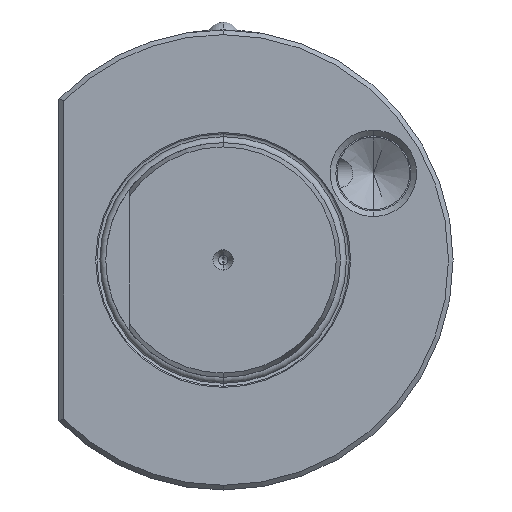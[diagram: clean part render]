
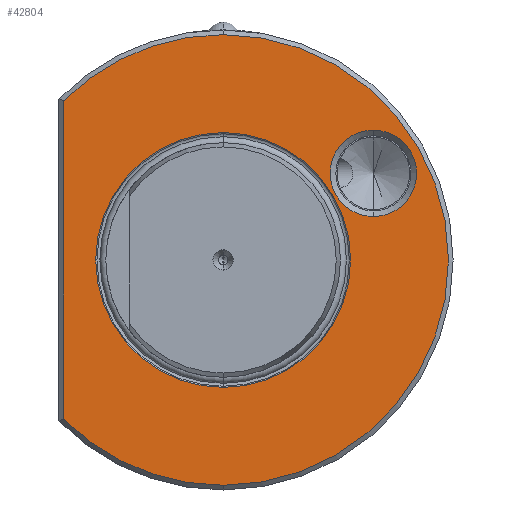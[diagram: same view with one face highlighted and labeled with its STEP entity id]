
A CAD part, left-side view. The second image highlights one B-rep face of the part: STEP entity #42804.
In plain terms, the highlighted planar face has unit normal (-1, 0, 0).
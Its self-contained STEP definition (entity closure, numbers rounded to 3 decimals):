
#2166 = FACE_BOUND ( 'NONE', #32319, .T. ) ;
#2176 = FACE_OUTER_BOUND ( 'NONE', #32315, .T. ) ;
#2293 = FACE_BOUND ( 'NONE', #32363, .T. ) ;
#9669 = AXIS2_PLACEMENT_3D ( 'NONE', #23529, #23524, #23556 ) ;
#10692 = CARTESIAN_POINT ( 'NONE',  ( 2., -32.01, 18.46 ) ) ;
#10704 = DIRECTION ( 'NONE',  ( 1., 0., 0. ) ) ;
#10710 = DIRECTION ( 'NONE',  ( 0., 0., -1. ) ) ;
#10717 = DIRECTION ( 'NONE',  ( 1., 0., 0. ) ) ;
#10732 = DIRECTION ( 'NONE',  ( 0., 0., -1. ) ) ;
#10733 = CARTESIAN_POINT ( 'NONE',  ( 2., 0., 0. ) ) ;
#10734 = CARTESIAN_POINT ( 'NONE',  ( 2., 34., -32.848 ) ) ;
#10735 = CARTESIAN_POINT ( 'NONE',  ( 2., 0., 0. ) ) ;
#10736 = DIRECTION ( 'NONE',  ( 0., 0., -1. ) ) ;
#10746 = DIRECTION ( 'NONE',  ( 1., 0., 0. ) ) ;
#10748 = DIRECTION ( 'NONE',  ( 0., 0., -1. ) ) ;
#12324 = EDGE_CURVE ( 'NONE', #17477, #17514, #32235, .T. ) ;
#12354 = EDGE_CURVE ( 'NONE', #17561, #27287, #32226, .T. ) ;
#12379 = EDGE_CURVE ( 'NONE', #17432, #17585, #32239, .T. ) ;
#12394 = EDGE_CURVE ( 'NONE', #17550, #27287, #32353, .T. ) ;
#12570 = CARTESIAN_POINT ( 'NONE',  ( 2., 34., -33.882 ) ) ;
#17432 = VERTEX_POINT ( 'NONE', #34922 ) ;
#17477 = VERTEX_POINT ( 'NONE', #35000 ) ;
#17514 = VERTEX_POINT ( 'NONE', #35079 ) ;
#17550 = VERTEX_POINT ( 'NONE', #35080 ) ;
#17561 = VERTEX_POINT ( 'NONE', #35070 ) ;
#17585 = VERTEX_POINT ( 'NONE', #35128 ) ;
#17622 = VERTEX_POINT ( 'NONE', #35099 ) ;
#23524 = DIRECTION ( 'NONE',  ( 1., 0., 0. ) ) ;
#23529 = CARTESIAN_POINT ( 'NONE',  ( 2., 25., 0. ) ) ;
#23546 = PLANE ( 'NONE',  #9669 ) ;
#23556 = DIRECTION ( 'NONE',  ( 0., 0., -1. ) ) ;
#24965 = EDGE_CURVE ( 'NONE', #17514, #17477, #43680, .T. ) ;
#25300 = EDGE_CURVE ( 'NONE', #17585, #17432, #44100, .T. ) ;
#25338 = EDGE_CURVE ( 'NONE', #17622, #17550, #43882, .T. ) ;
#25466 = EDGE_CURVE ( 'NONE', #17561, #17622, #35691, .T. ) ;
#27287 = VERTEX_POINT ( 'NONE', #12570 ) ;
#27699 = ORIENTED_EDGE ( 'NONE', *, *, #12394, .F. ) ;
#27764 = ORIENTED_EDGE ( 'NONE', *, *, #25338, .F. ) ;
#27767 = ORIENTED_EDGE ( 'NONE', *, *, #25466, .F. ) ;
#27773 = ORIENTED_EDGE ( 'NONE', *, *, #12379, .T. ) ;
#27776 = ORIENTED_EDGE ( 'NONE', *, *, #24965, .T. ) ;
#27784 = ORIENTED_EDGE ( 'NONE', *, *, #12324, .T. ) ;
#27789 = ORIENTED_EDGE ( 'NONE', *, *, #12354, .T. ) ;
#27802 = ORIENTED_EDGE ( 'NONE', *, *, #25300, .T. ) ;
#32226 = LINE ( 'NONE', #10734, #32231 ) ;
#32231 = VECTOR ( 'NONE', #10732, 1000. ) ;
#32235 = CIRCLE ( 'NONE', #39066, 9.2 ) ;
#32239 = CIRCLE ( 'NONE', #39044, 27.15 ) ;
#32315 = EDGE_LOOP ( 'NONE', ( #27767, #27789, #27699, #27764 ) ) ;
#32319 = EDGE_LOOP ( 'NONE', ( #27776, #27784 ) ) ;
#32353 = CIRCLE ( 'NONE', #39062, 48. ) ;
#32363 = EDGE_LOOP ( 'NONE', ( #27802, #27773 ) ) ;
#34405 = CARTESIAN_POINT ( 'NONE',  ( 2., -32.01, 18.46 ) ) ;
#34420 = DIRECTION ( 'NONE',  ( 0., 0., -1. ) ) ;
#34423 = DIRECTION ( 'NONE',  ( 1., 0., 0. ) ) ;
#34922 = CARTESIAN_POINT ( 'NONE',  ( 2., 0., -27.15 ) ) ;
#35000 = CARTESIAN_POINT ( 'NONE',  ( 2., -32.01, 9.26 ) ) ;
#35070 = CARTESIAN_POINT ( 'NONE',  ( 2., 34., 33.882 ) ) ;
#35079 = CARTESIAN_POINT ( 'NONE',  ( 2., -32.01, 27.66 ) ) ;
#35080 = CARTESIAN_POINT ( 'NONE',  ( 2., 0., -48. ) ) ;
#35099 = CARTESIAN_POINT ( 'NONE',  ( 2., 0., 48. ) ) ;
#35128 = CARTESIAN_POINT ( 'NONE',  ( 2., 0., 27.15 ) ) ;
#35691 = CIRCLE ( 'NONE', #39189, 48. ) ;
#35889 = DIRECTION ( 'NONE',  ( 0., 0., -1. ) ) ;
#35891 = CARTESIAN_POINT ( 'NONE',  ( 2., 0., 0. ) ) ;
#35923 = DIRECTION ( 'NONE',  ( 1., 0., 0. ) ) ;
#37502 = DIRECTION ( 'NONE',  ( 0., 0., -1. ) ) ;
#37510 = CARTESIAN_POINT ( 'NONE',  ( 2., 0., 0. ) ) ;
#37512 = DIRECTION ( 'NONE',  ( 1., 0., 0. ) ) ;
#37514 = DIRECTION ( 'NONE',  ( 0., 0., -1. ) ) ;
#37537 = CARTESIAN_POINT ( 'NONE',  ( 2., 0., 0. ) ) ;
#37582 = DIRECTION ( 'NONE',  ( 1., 0., 0. ) ) ;
#39044 = AXIS2_PLACEMENT_3D ( 'NONE', #10735, #10746, #10736 ) ;
#39062 = AXIS2_PLACEMENT_3D ( 'NONE', #10733, #10717, #10748 ) ;
#39066 = AXIS2_PLACEMENT_3D ( 'NONE', #10692, #10704, #10710 ) ;
#39176 = AXIS2_PLACEMENT_3D ( 'NONE', #34405, #34423, #34420 ) ;
#39180 = AXIS2_PLACEMENT_3D ( 'NONE', #37537, #37582, #37502 ) ;
#39189 = AXIS2_PLACEMENT_3D ( 'NONE', #35891, #35923, #35889 ) ;
#39202 = AXIS2_PLACEMENT_3D ( 'NONE', #37510, #37512, #37514 ) ;
#42804 = ADVANCED_FACE ( 'NONE', ( #2293, #2166, #2176 ), #23546, .F. ) ;
#43680 = CIRCLE ( 'NONE', #39176, 9.2 ) ;
#43882 = CIRCLE ( 'NONE', #39202, 48. ) ;
#44100 = CIRCLE ( 'NONE', #39180, 27.15 ) ;
